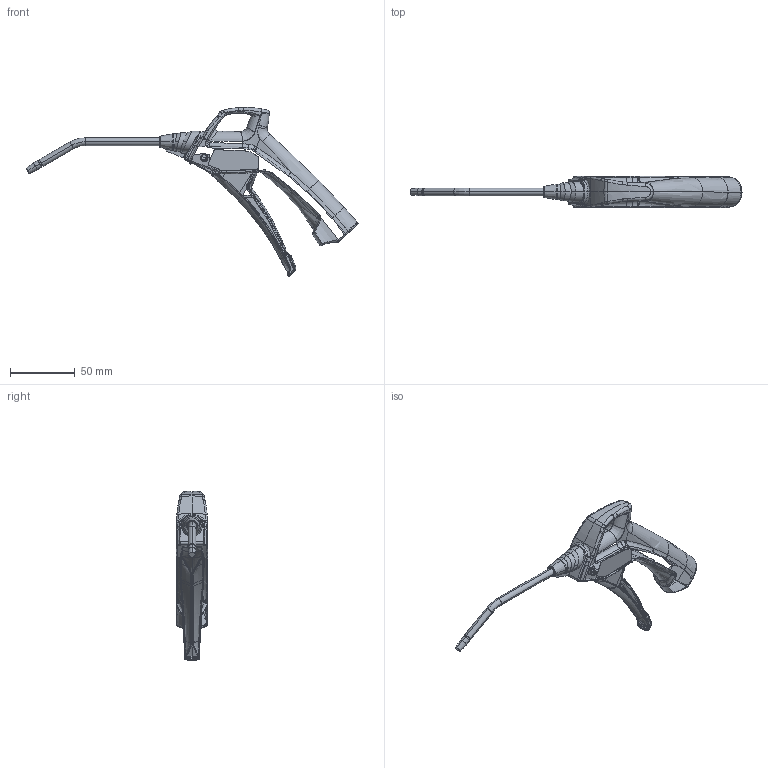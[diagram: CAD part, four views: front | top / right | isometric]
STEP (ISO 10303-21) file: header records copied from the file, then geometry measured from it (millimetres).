
FILE_DESCRIPTION((''),'2;1');
FILE_NAME('8202100604','2012-05-24T',('tooextcsr'),(''),'PRO/ENGINEER BY PARAMETRIC TECHNOLOGY CORPORATION, 2011410','PRO/ENGINEER BY PARAMETRIC TECHNOLOGY CORPORATION, 2011410','');
FILE_SCHEMA(('CONFIG_CONTROL_DESIGN', 'GEOMETRIC_VALIDATION_PROPERTIES_MIM'));
Products named in the file (1): 8202100604
Bounding box: 256.34 x 24 x 130.62 mm (x, y, z)
Volume: 12.6 mm3; surface area: 27458.9 mm2
Topology: 3 solids, 172 shells, 1355 faces, 7185 edges, 5890 vertices
Faces by surface type: bspline 1052, cylinder 109, extrusion 67, plane 57, cone 38, torus 20, sphere 11, revolution 1
Entity records: 295962 total; most frequent: CARTESIAN_POINT 236198, ORIENTED_EDGE 8911, PRESENTATION_STYLE_ASSIGNMENT 7340, STYLED_ITEM 7340, EDGE_CURVE 7172, CURVE_STYLE 7166, B_SPLINE_CURVE_WITH_KNOTS 6610, VERTEX_POINT 5893
